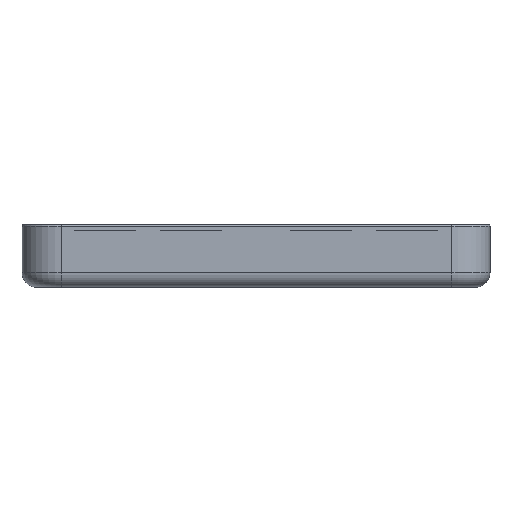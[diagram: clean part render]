
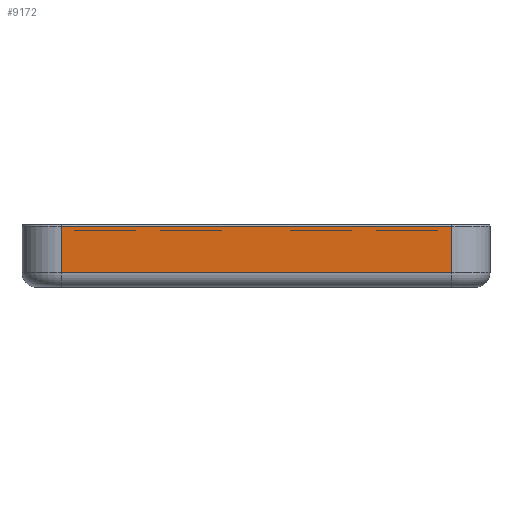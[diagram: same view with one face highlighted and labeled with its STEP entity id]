
A CAD part, front view. The second image highlights one B-rep face of the part: STEP entity #9172.
In plain terms, the highlighted planar face has unit normal (0, -1, 0).
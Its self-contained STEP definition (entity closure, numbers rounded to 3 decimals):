
#399=PLANE('',#9932);
#1199=LINE('',#18836,#2012);
#1204=LINE('',#18857,#2017);
#1205=LINE('',#18861,#2018);
#1206=LINE('',#18862,#2019);
#2012=VECTOR('',#12213,10.);
#2017=VECTOR('',#12240,10.);
#2018=VECTOR('',#12245,10.);
#2019=VECTOR('',#12246,10.);
#2817=FACE_OUTER_BOUND('',#3354,.T.);
#3354=EDGE_LOOP('',(#8530,#8531,#8532,#8533));
#4560=VERTEX_POINT('',#18830);
#4561=VERTEX_POINT('',#18834);
#4566=VERTEX_POINT('',#18856);
#4567=VERTEX_POINT('',#18860);
#5891=EDGE_CURVE('',#4561,#4560,#1199,.T.);
#5901=EDGE_CURVE('',#4560,#4566,#1204,.T.);
#5903=EDGE_CURVE('',#4561,#4567,#1205,.T.);
#5904=EDGE_CURVE('',#4566,#4567,#1206,.T.);
#8530=ORIENTED_EDGE('',*,*,#5891,.F.);
#8531=ORIENTED_EDGE('',*,*,#5903,.T.);
#8532=ORIENTED_EDGE('',*,*,#5904,.F.);
#8533=ORIENTED_EDGE('',*,*,#5901,.F.);
#9172=ADVANCED_FACE('',(#2817),#399,.T.);
#9932=AXIS2_PLACEMENT_3D('',#18859,#12243,#12244);
#12213=DIRECTION('',(1.,0.,0.));
#12240=DIRECTION('',(0.,0.,-1.));
#12243=DIRECTION('center_axis',(0.,-1.,0.));
#12244=DIRECTION('ref_axis',(-1.,0.,0.));
#12245=DIRECTION('',(0.,0.,-1.));
#12246=DIRECTION('',(-1.,0.,0.));
#18830=CARTESIAN_POINT('',(102.399,-63.8,0.6));
#18834=CARTESIAN_POINT('',(-29.011,-63.8,0.6));
#18836=CARTESIAN_POINT('',(69.45,-63.8,0.6));
#18856=CARTESIAN_POINT('',(102.399,-63.8,-15.));
#18857=CARTESIAN_POINT('',(102.399,-63.8,0.));
#18859=CARTESIAN_POINT('Origin',(102.399,-63.8,0.));
#18860=CARTESIAN_POINT('',(-29.011,-63.8,-15.));
#18861=CARTESIAN_POINT('',(-29.011,-63.8,0.));
#18862=CARTESIAN_POINT('',(69.45,-63.8,-15.));
